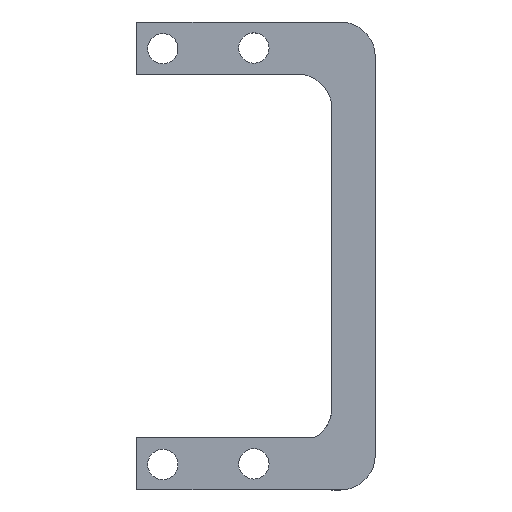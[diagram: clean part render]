
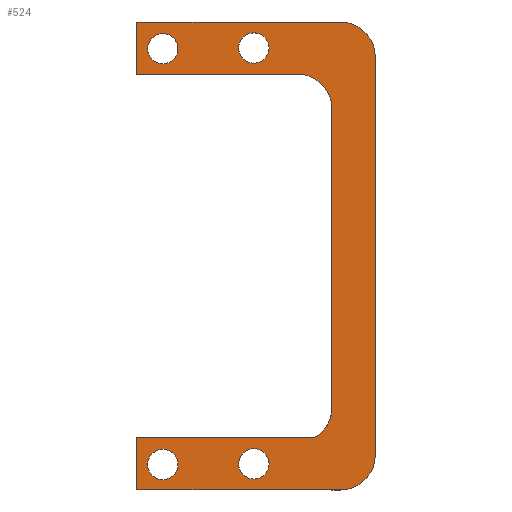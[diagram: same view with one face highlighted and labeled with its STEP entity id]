
A CAD part, top view. The second image highlights one B-rep face of the part: STEP entity #524.
In plain terms, the highlighted planar face has unit normal (0, 0, 1).
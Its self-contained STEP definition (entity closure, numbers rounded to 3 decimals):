
#23=FACE_BOUND('',#101,.T.);
#24=FACE_BOUND('',#102,.T.);
#25=FACE_BOUND('',#103,.T.);
#26=FACE_BOUND('',#104,.T.);
#40=PLANE('',#597);
#67=FACE_OUTER_BOUND('',#100,.T.);
#100=EDGE_LOOP('',(#469,#470,#471,#472,#473,#474,#475,#476,#477,#478,#479,
#480));
#101=EDGE_LOOP('',(#481));
#102=EDGE_LOOP('',(#482));
#103=EDGE_LOOP('',(#483));
#104=EDGE_LOOP('',(#484));
#132=LINE('',#859,#179);
#135=LINE('',#865,#182);
#137=LINE('',#868,#184);
#140=LINE('',#876,#187);
#142=LINE('',#884,#189);
#143=LINE('',#886,#190);
#149=LINE('',#909,#196);
#151=LINE('',#912,#198);
#179=VECTOR('',#681,10.);
#182=VECTOR('',#686,10.);
#184=VECTOR('',#690,10.);
#187=VECTOR('',#699,10.);
#189=VECTOR('',#709,10.);
#190=VECTOR('',#712,10.);
#196=VECTOR('',#740,10.);
#198=VECTOR('',#744,10.);
#205=CIRCLE('',#558,4.);
#209=CIRCLE('',#565,4.);
#214=CIRCLE('',#578,4.);
#216=CIRCLE('',#582,4.);
#218=CIRCLE('',#588,1.75);
#219=CIRCLE('',#590,1.75);
#220=CIRCLE('',#592,1.75);
#221=CIRCLE('',#594,1.75);
#235=VERTEX_POINT('',#788);
#236=VERTEX_POINT('',#790);
#246=VERTEX_POINT('',#828);
#247=VERTEX_POINT('',#830);
#255=VERTEX_POINT('',#856);
#256=VERTEX_POINT('',#858);
#257=VERTEX_POINT('',#862);
#258=VERTEX_POINT('',#864);
#259=VERTEX_POINT('',#870);
#260=VERTEX_POINT('',#874);
#262=VERTEX_POINT('',#880);
#264=VERTEX_POINT('',#892);
#265=VERTEX_POINT('',#896);
#266=VERTEX_POINT('',#900);
#267=VERTEX_POINT('',#904);
#268=VERTEX_POINT('',#908);
#284=EDGE_CURVE('',#235,#236,#205,.T.);
#299=EDGE_CURVE('',#246,#247,#209,.T.);
#313=EDGE_CURVE('',#256,#255,#132,.T.);
#316=EDGE_CURVE('',#258,#257,#135,.T.);
#318=EDGE_CURVE('',#257,#236,#137,.T.);
#319=EDGE_CURVE('',#259,#255,#214,.T.);
#322=EDGE_CURVE('',#259,#260,#140,.T.);
#324=EDGE_CURVE('',#262,#260,#216,.T.);
#326=EDGE_CURVE('',#262,#258,#142,.T.);
#327=EDGE_CURVE('',#235,#247,#143,.T.);
#330=EDGE_CURVE('',#264,#264,#218,.T.);
#332=EDGE_CURVE('',#265,#265,#219,.T.);
#334=EDGE_CURVE('',#266,#266,#220,.T.);
#336=EDGE_CURVE('',#267,#267,#221,.T.);
#338=EDGE_CURVE('',#268,#256,#149,.T.);
#340=EDGE_CURVE('',#246,#268,#151,.T.);
#469=ORIENTED_EDGE('',*,*,#319,.F.);
#470=ORIENTED_EDGE('',*,*,#322,.T.);
#471=ORIENTED_EDGE('',*,*,#324,.F.);
#472=ORIENTED_EDGE('',*,*,#326,.T.);
#473=ORIENTED_EDGE('',*,*,#316,.T.);
#474=ORIENTED_EDGE('',*,*,#318,.T.);
#475=ORIENTED_EDGE('',*,*,#284,.F.);
#476=ORIENTED_EDGE('',*,*,#327,.T.);
#477=ORIENTED_EDGE('',*,*,#299,.F.);
#478=ORIENTED_EDGE('',*,*,#340,.T.);
#479=ORIENTED_EDGE('',*,*,#338,.T.);
#480=ORIENTED_EDGE('',*,*,#313,.T.);
#481=ORIENTED_EDGE('',*,*,#336,.T.);
#482=ORIENTED_EDGE('',*,*,#334,.T.);
#483=ORIENTED_EDGE('',*,*,#332,.T.);
#484=ORIENTED_EDGE('',*,*,#330,.T.);
#524=ADVANCED_FACE('',(#67,#23,#24,#25,#26),#40,.T.);
#558=AXIS2_PLACEMENT_3D('',#791,#628,#629);
#565=AXIS2_PLACEMENT_3D('',#831,#652,#653);
#578=AXIS2_PLACEMENT_3D('',#871,#693,#694);
#582=AXIS2_PLACEMENT_3D('',#881,#704,#705);
#588=AXIS2_PLACEMENT_3D('',#893,#720,#721);
#590=AXIS2_PLACEMENT_3D('',#897,#725,#726);
#592=AXIS2_PLACEMENT_3D('',#901,#730,#731);
#594=AXIS2_PLACEMENT_3D('',#905,#735,#736);
#597=AXIS2_PLACEMENT_3D('',#913,#745,#746);
#628=DIRECTION('center_axis',(0.,0.,1.));
#629=DIRECTION('ref_axis',(0.707,0.707,0.));
#652=DIRECTION('center_axis',(0.,0.,1.));
#653=DIRECTION('ref_axis',(0.5,-0.866,0.));
#681=DIRECTION('',(1.,0.,0.));
#686=DIRECTION('',(0.,-1.,0.));
#690=DIRECTION('',(1.,0.,0.));
#693=DIRECTION('center_axis',(0.,0.,-1.));
#694=DIRECTION('ref_axis',(0.707,-0.707,0.));
#699=DIRECTION('',(0.,1.,0.));
#704=DIRECTION('center_axis',(0.,0.,-1.));
#705=DIRECTION('ref_axis',(0.707,0.707,0.));
#709=DIRECTION('',(-1.,0.,0.));
#712=DIRECTION('',(0.,-1.,0.));
#720=DIRECTION('center_axis',(0.,0.,-1.));
#721=DIRECTION('ref_axis',(-1.,0.,0.));
#725=DIRECTION('center_axis',(0.,0.,-1.));
#726=DIRECTION('ref_axis',(-1.,0.,0.));
#730=DIRECTION('center_axis',(0.,0.,-1.));
#731=DIRECTION('ref_axis',(-1.,0.,0.));
#735=DIRECTION('center_axis',(0.,0.,-1.));
#736=DIRECTION('ref_axis',(-1.,0.,0.));
#740=DIRECTION('',(0.,-1.,0.));
#744=DIRECTION('',(-1.,0.,0.));
#745=DIRECTION('center_axis',(0.,0.,1.));
#746=DIRECTION('ref_axis',(1.,0.,0.));
#788=CARTESIAN_POINT('',(14.25,16.986,4.5));
#790=CARTESIAN_POINT('',(10.25,20.986,4.5));
#791=CARTESIAN_POINT('Origin',(10.25,16.986,4.5));
#828=CARTESIAN_POINT('',(12.25,-20.986,4.5));
#830=CARTESIAN_POINT('',(14.25,-17.521,4.5));
#831=CARTESIAN_POINT('Origin',(10.25,-17.521,4.5));
#856=CARTESIAN_POINT('',(15.25,-26.986,4.5));
#858=CARTESIAN_POINT('',(-8.25,-26.986,4.5));
#859=CARTESIAN_POINT('',(-8.25,-26.986,4.5));
#862=CARTESIAN_POINT('',(-8.25,20.986,4.5));
#864=CARTESIAN_POINT('',(-8.25,26.986,4.5));
#865=CARTESIAN_POINT('',(-8.25,26.986,4.5));
#868=CARTESIAN_POINT('',(-8.25,20.986,4.5));
#870=CARTESIAN_POINT('',(19.25,-22.986,4.5));
#871=CARTESIAN_POINT('Origin',(15.25,-22.986,4.5));
#874=CARTESIAN_POINT('',(19.25,22.986,4.5));
#876=CARTESIAN_POINT('',(19.25,-26.986,4.5));
#880=CARTESIAN_POINT('',(15.25,26.986,4.5));
#881=CARTESIAN_POINT('Origin',(15.25,22.986,4.5));
#884=CARTESIAN_POINT('',(19.25,26.986,4.5));
#886=CARTESIAN_POINT('',(14.25,20.986,4.5));
#892=CARTESIAN_POINT('',(7.,-23.986,4.5));
#893=CARTESIAN_POINT('Origin',(5.25,-23.986,4.5));
#896=CARTESIAN_POINT('',(-3.5,-24.057,4.5));
#897=CARTESIAN_POINT('Origin',(-5.25,-24.057,4.5));
#900=CARTESIAN_POINT('',(7.,23.986,4.5));
#901=CARTESIAN_POINT('Origin',(5.25,23.986,4.5));
#904=CARTESIAN_POINT('',(-3.5,23.914,4.5));
#905=CARTESIAN_POINT('Origin',(-5.25,23.914,4.5));
#908=CARTESIAN_POINT('',(-8.25,-20.986,4.5));
#909=CARTESIAN_POINT('',(-8.25,-20.986,4.5));
#912=CARTESIAN_POINT('',(12.25,-20.986,4.5));
#913=CARTESIAN_POINT('Origin',(5.5,0.,4.5));
